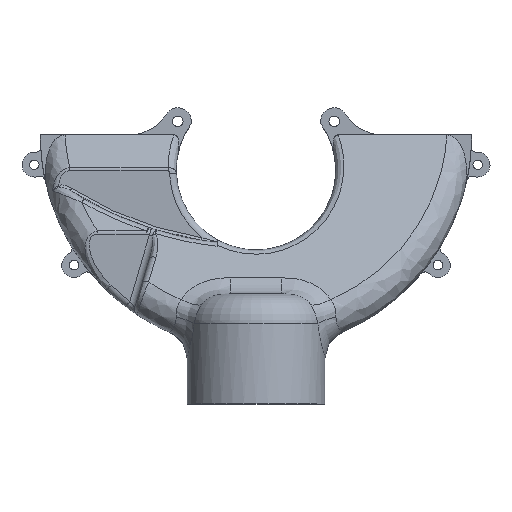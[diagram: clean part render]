
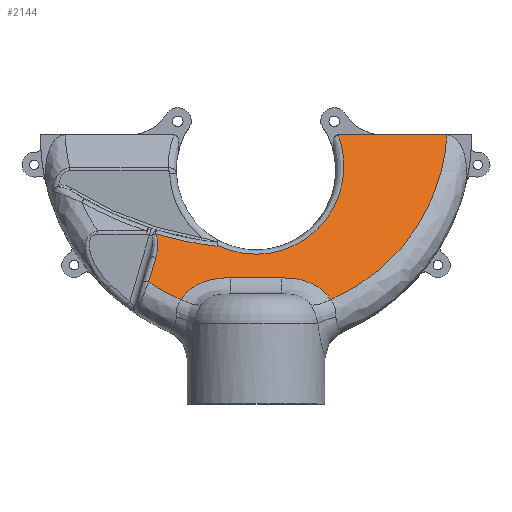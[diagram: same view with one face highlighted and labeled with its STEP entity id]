
A CAD part, top view. The second image highlights one B-rep face of the part: STEP entity #2144.
In plain terms, the highlighted planar face has unit normal (0, 0.457, 0.889).
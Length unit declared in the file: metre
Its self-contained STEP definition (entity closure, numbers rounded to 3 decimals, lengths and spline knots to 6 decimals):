
#125=B_SPLINE_CURVE_WITH_KNOTS('',3,(#4435,#4436,#4437,#4438,#4439,#4440,
#4441,#4442,#4443),.UNSPECIFIED.,.F.,.F.,(4,1,1,1,1,1,4),(0.,0.005364,
0.008047,0.010729,0.013411,0.016093,
0.021457),.UNSPECIFIED.);
#126=B_SPLINE_CURVE_WITH_KNOTS('',3,(#4448,#4449,#4450,#4451,#4452,#4453,
#4454,#4455,#4456),.UNSPECIFIED.,.F.,.F.,(4,1,1,1,1,1,4),(0.,
0.005328,0.007992,0.010657,0.013321,
0.015985,0.021313),.UNSPECIFIED.);
#171=ELLIPSE('',#2361,0.011404,0.005);
#177=ELLIPSE('',#2385,0.036439,0.032406);
#179=ELLIPSE('',#2387,0.146179,0.13);
#181=ELLIPSE('',#2391,0.079321,0.070542);
#182=ELLIPSE('',#2392,0.079321,0.070542);
#214=PLANE('',#2390);
#255=LINE('',#3529,#329);
#282=LINE('',#4109,#356);
#289=LINE('',#4315,#363);
#290=LINE('',#4432,#364);
#329=VECTOR('',#2654,1.);
#356=VECTOR('',#2833,1.);
#363=VECTOR('',#2872,1.);
#364=VECTOR('',#2891,1.);
#781=ORIENTED_EDGE('',*,*,#1269,.T.);
#782=ORIENTED_EDGE('',*,*,#1270,.T.);
#783=ORIENTED_EDGE('',*,*,#1271,.T.);
#784=ORIENTED_EDGE('',*,*,#1134,.F.);
#785=ORIENTED_EDGE('',*,*,#1264,.T.);
#786=ORIENTED_EDGE('',*,*,#1259,.T.);
#787=ORIENTED_EDGE('',*,*,#1267,.T.);
#788=ORIENTED_EDGE('',*,*,#1227,.T.);
#789=ORIENTED_EDGE('',*,*,#1232,.T.);
#790=ORIENTED_EDGE('',*,*,#1272,.T.);
#791=ORIENTED_EDGE('',*,*,#1273,.T.);
#1134=EDGE_CURVE('',#1451,#1399,#255,.T.);
#1227=EDGE_CURVE('',#1506,#1509,#171,.F.);
#1232=EDGE_CURVE('',#1509,#1512,#282,.T.);
#1259=EDGE_CURVE('',#1524,#1523,#289,.T.);
#1264=EDGE_CURVE('',#1451,#1524,#177,.F.);
#1267=EDGE_CURVE('',#1523,#1506,#179,.F.);
#1269=EDGE_CURVE('',#1525,#1526,#290,.F.);
#1270=EDGE_CURVE('',#1526,#1527,#125,.T.);
#1271=EDGE_CURVE('',#1527,#1399,#181,.T.);
#1272=EDGE_CURVE('',#1512,#1528,#182,.T.);
#1273=EDGE_CURVE('',#1528,#1525,#126,.T.);
#1399=VERTEX_POINT('',#3141);
#1451=VERTEX_POINT('',#3528);
#1506=VERTEX_POINT('',#4054);
#1509=VERTEX_POINT('',#4080);
#1512=VERTEX_POINT('',#4108);
#1523=VERTEX_POINT('',#4314);
#1524=VERTEX_POINT('',#4316);
#1525=VERTEX_POINT('',#4433);
#1526=VERTEX_POINT('',#4434);
#1527=VERTEX_POINT('',#4444);
#1528=VERTEX_POINT('',#4447);
#1806=EDGE_LOOP('',(#781,#782,#783,#784,#785,#786,#787,#788,#789,#790,#791));
#1964=FACE_BOUND('',#1806,.T.);
#2144=ADVANCED_FACE('',(#1964),#214,.T.);
#2361=AXIS2_PLACEMENT_3D('',#4081,#2823,#2824);
#2385=AXIS2_PLACEMENT_3D('',#4378,#2879,#2880);
#2387=AXIS2_PLACEMENT_3D('',#4416,#2883,#2884);
#2390=AXIS2_PLACEMENT_3D('',#4431,#2889,#2890);
#2391=AXIS2_PLACEMENT_3D('',#4445,#2892,#2893);
#2392=AXIS2_PLACEMENT_3D('',#4446,#2894,#2895);
#2654=DIRECTION('',(1.,0.,0.));
#2823=DIRECTION('',(0.,0.457,0.889));
#2824=DIRECTION('',(-0.316,-0.844,0.434));
#2833=DIRECTION('',(-0.255,-0.86,0.442));
#2872=DIRECTION('',(-0.099,-0.885,0.455));
#2879=DIRECTION('',(0.,0.457,0.889));
#2880=DIRECTION('',(0.,0.889,-0.457));
#2883=DIRECTION('',(0.,0.457,0.889));
#2884=DIRECTION('',(0.,-0.889,0.457));
#2889=DIRECTION('',(0.,0.457,0.889));
#2890=DIRECTION('',(0.,-0.889,0.457));
#2891=DIRECTION('',(-1.,0.,0.));
#2892=DIRECTION('',(0.,0.457,0.889));
#2893=DIRECTION('',(0.,0.889,-0.457));
#2894=DIRECTION('',(0.,0.457,0.889));
#2895=DIRECTION('',(0.,0.889,-0.457));
#3141=CARTESIAN_POINT('',(0.070422,0.,0.004));
#3528=CARTESIAN_POINT('',(0.030248,0.,0.004));
#3529=CARTESIAN_POINT('',(0.052959,0.,0.004));
#4054=CARTESIAN_POINT('',(-0.037231,-0.036411,0.022723));
#4080=CARTESIAN_POINT('',(-0.036881,-0.045164,0.027223));
#4081=CARTESIAN_POINT('',(-0.042095,-0.045164,0.027223));
#4108=CARTESIAN_POINT('',(-0.03958,-0.054276,0.031909));
#4109=CARTESIAN_POINT('',(-0.045667,-0.074826,0.042475));
#4314=CARTESIAN_POINT('',(-0.014369,-0.04106,0.025113));
#4315=CARTESIAN_POINT('',(-0.016009,-0.055681,0.032631));
#4316=CARTESIAN_POINT('',(-0.014328,-0.040695,0.024925));
#4378=CARTESIAN_POINT('',(0.,-0.011628,0.009979));
#4416=CARTESIAN_POINT('',(0.,0.088143,-0.041323));
#4431=CARTESIAN_POINT('',(-0.195297,-0.039771,0.02445));
#4432=CARTESIAN_POINT('',(-0.195297,-0.05273,0.031114));
#4433=CARTESIAN_POINT('',(-0.009415,-0.05273,0.031114));
#4434=CARTESIAN_POINT('',(0.009415,-0.05273,0.031114));
#4435=CARTESIAN_POINT('',(0.009415,-0.05273,0.031114));
#4436=CARTESIAN_POINT('',(0.011203,-0.05273,0.031114));
#4437=CARTESIAN_POINT('',(0.013889,-0.05288,0.031191));
#4438=CARTESIAN_POINT('',(0.017327,-0.053605,0.031563));
#4439=CARTESIAN_POINT('',(0.019854,-0.054463,0.032005));
#4440=CARTESIAN_POINT('',(0.022173,-0.055613,0.032596));
#4441=CARTESIAN_POINT('',(0.025018,-0.057575,0.033605));
#4442=CARTESIAN_POINT('',(0.026695,-0.059421,0.034554));
#4443=CARTESIAN_POINT('',(0.027596,-0.060805,0.035265));
#4444=CARTESIAN_POINT('',(0.027596,-0.060805,0.035265));
#4445=CARTESIAN_POINT('',(0.,0.004116,0.001884));
#4446=CARTESIAN_POINT('',(0.,0.004116,0.001884));
#4447=CARTESIAN_POINT('',(-0.027596,-0.060805,0.035265));
#4448=CARTESIAN_POINT('',(-0.027596,-0.060805,0.035265));
#4449=CARTESIAN_POINT('',(-0.026692,-0.059417,0.034552));
#4450=CARTESIAN_POINT('',(-0.025013,-0.057568,0.033601));
#4451=CARTESIAN_POINT('',(-0.022154,-0.055601,0.03259));
#4452=CARTESIAN_POINT('',(-0.019829,-0.054453,0.031999));
#4453=CARTESIAN_POINT('',(-0.017293,-0.053595,0.031558));
#4454=CARTESIAN_POINT('',(-0.013855,-0.052877,0.031189));
#4455=CARTESIAN_POINT('',(-0.011201,-0.05273,0.031114));
#4456=CARTESIAN_POINT('',(-0.009415,-0.05273,0.031114));
